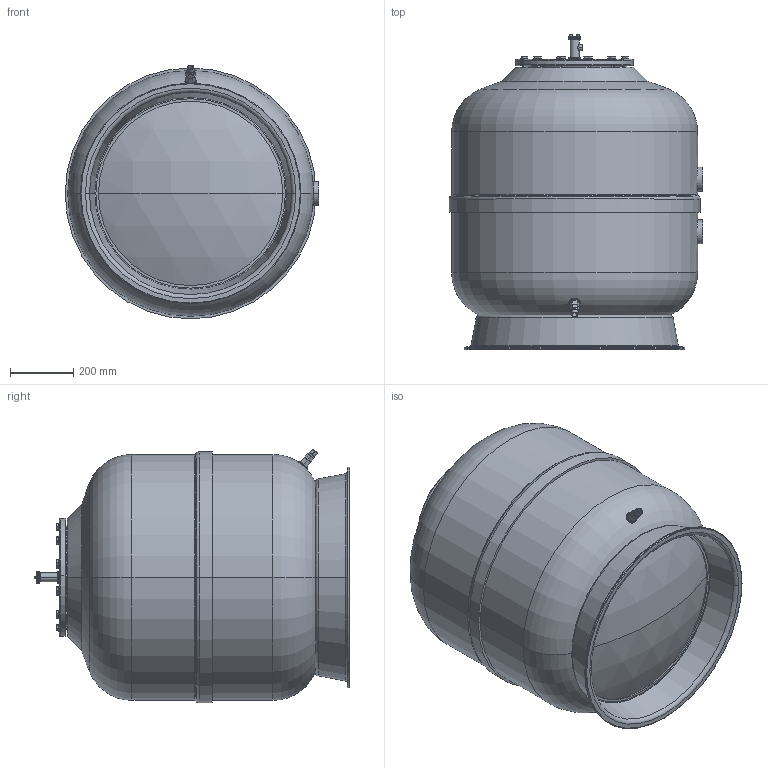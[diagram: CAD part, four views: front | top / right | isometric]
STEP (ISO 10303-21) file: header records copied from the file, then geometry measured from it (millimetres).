
FILE_DESCRIPTION (( 'STEP AP214' ), '1' );
FILE_NAME ('larix80c.STEP', '2020-06-19T12:48:32', ( '' ), ( '' ), 'SwSTEP 2.0', 'SolidWorks 2019', '' );
FILE_SCHEMA (( 'AUTOMOTIVE_DESIGN' ));
Length unit declared in the file: millimetre
Products named in the file (1): larix80c
Bounding box: 804.66 x 1000.31 x 804.77 mm (x, y, z)
Surface area: 6018975.9 mm2 (no closed solid volume)
Topology: 0 solids, 47 shells, 698 faces, 1537 edges, 932 vertices
Faces by surface type: cylinder 260, plane 205, cone 141, torus 76, sphere 12, bspline 4
Entity records: 31357 total; most frequent: CARTESIAN_POINT 8115, DIRECTION 3329, ORIENTED_EDGE 2970, EDGE_CURVE 1509, AXIS2_PLACEMENT_3D 1407, VERTEX_POINT 932, EDGE_LOOP 823, UNCERTAINTY_MEASURE_WITH_UNIT 726
